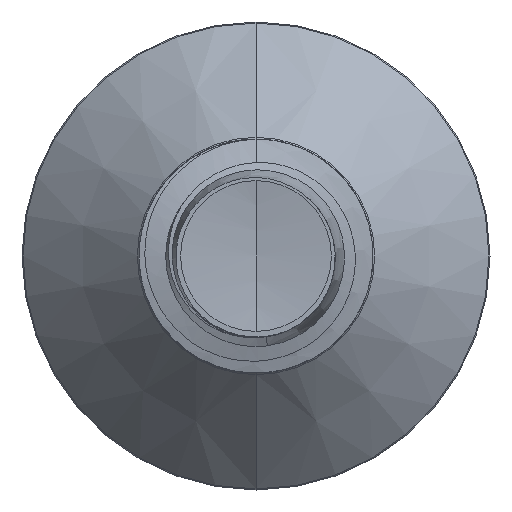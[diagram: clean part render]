
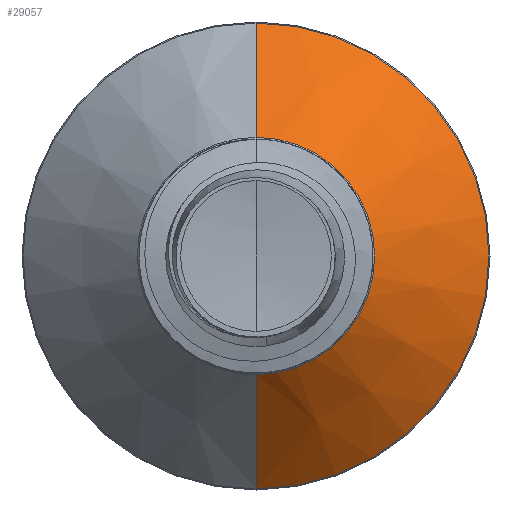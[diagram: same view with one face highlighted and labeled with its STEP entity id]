
A CAD part, front view. The second image highlights one B-rep face of the part: STEP entity #29057.
In plain terms, the highlighted conical face has half-angle 45 degrees and reference radius 1.522 mm.
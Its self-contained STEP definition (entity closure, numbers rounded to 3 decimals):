
#367 = ORIENTED_EDGE ( 'NONE', *, *, #32122, .F. ) ;
#494 = CARTESIAN_POINT ( 'NONE',  ( 0., 14.437, -2.987 ) ) ;
#3416 = CIRCLE ( 'NONE', #31290, 2.987 ) ;
#3476 = DIRECTION ( 'NONE',  ( 0., 1., 0. ) ) ;
#3565 = VERTEX_POINT ( 'NONE', #494 ) ;
#4640 = CARTESIAN_POINT ( 'NONE',  ( 0., 12.972, 1.522 ) ) ;
#5883 = DIRECTION ( 'NONE',  ( 0., 1., 0. ) ) ;
#7531 = CARTESIAN_POINT ( 'NONE',  ( 0., 12.972, -1.522 ) ) ;
#7564 = ORIENTED_EDGE ( 'NONE', *, *, #12091, .T. ) ;
#8822 = VECTOR ( 'NONE', #20952, 1000. ) ;
#10123 = DIRECTION ( 'NONE',  ( 0., 0.707, 0.707 ) ) ;
#11472 = CARTESIAN_POINT ( 'NONE',  ( 0., 14.437, 0. ) ) ;
#12091 = EDGE_CURVE ( 'NONE', #13699, #27988, #29149, .T. ) ;
#12113 = CARTESIAN_POINT ( 'NONE',  ( 0., 12.972, 0. ) ) ;
#13699 = VERTEX_POINT ( 'NONE', #28724 ) ;
#13991 = DIRECTION ( 'NONE',  ( 0., 0., 1. ) ) ;
#14596 = ORIENTED_EDGE ( 'NONE', *, *, #22032, .T. ) ;
#14793 = VECTOR ( 'NONE', #10123, 1000. ) ;
#16273 = CARTESIAN_POINT ( 'NONE',  ( 0., 12.972, -1.522 ) ) ;
#16412 = VERTEX_POINT ( 'NONE', #29076 ) ;
#17104 = EDGE_CURVE ( 'NONE', #16412, #3565, #3416, .T. ) ;
#18071 = EDGE_LOOP ( 'NONE', ( #7564, #14596, #27001, #367 ) ) ;
#18621 = CONICAL_SURFACE ( 'NONE', #25583, 1.522, 0.785 ) ;
#19343 = FACE_OUTER_BOUND ( 'NONE', #18071, .T. ) ;
#19395 = CARTESIAN_POINT ( 'NONE',  ( 0., 12.972, 0. ) ) ;
#20952 = DIRECTION ( 'NONE',  ( 0., 0.707, -0.707 ) ) ;
#21783 = DIRECTION ( 'NONE',  ( 0., 0., 1. ) ) ;
#21987 = LINE ( 'NONE', #16273, #8822 ) ;
#22032 = EDGE_CURVE ( 'NONE', #27988, #3565, #21987, .T. ) ;
#22109 = AXIS2_PLACEMENT_3D ( 'NONE', #19395, #3476, #21783 ) ;
#25583 = AXIS2_PLACEMENT_3D ( 'NONE', #12113, #5883, #28466 ) ;
#27001 = ORIENTED_EDGE ( 'NONE', *, *, #17104, .F. ) ;
#27945 = DIRECTION ( 'NONE',  ( 0., 1., 0. ) ) ;
#27988 = VERTEX_POINT ( 'NONE', #7531 ) ;
#28466 = DIRECTION ( 'NONE',  ( 0., 0., 1. ) ) ;
#28724 = CARTESIAN_POINT ( 'NONE',  ( 0., 12.972, 1.522 ) ) ;
#29057 = ADVANCED_FACE ( 'NONE', ( #19343 ), #18621, .T. ) ;
#29076 = CARTESIAN_POINT ( 'NONE',  ( 0., 14.437, 2.987 ) ) ;
#29149 = CIRCLE ( 'NONE', #22109, 1.522 ) ;
#30487 = LINE ( 'NONE', #4640, #14793 ) ;
#31290 = AXIS2_PLACEMENT_3D ( 'NONE', #11472, #27945, #13991 ) ;
#32122 = EDGE_CURVE ( 'NONE', #13699, #16412, #30487, .T. ) ;
